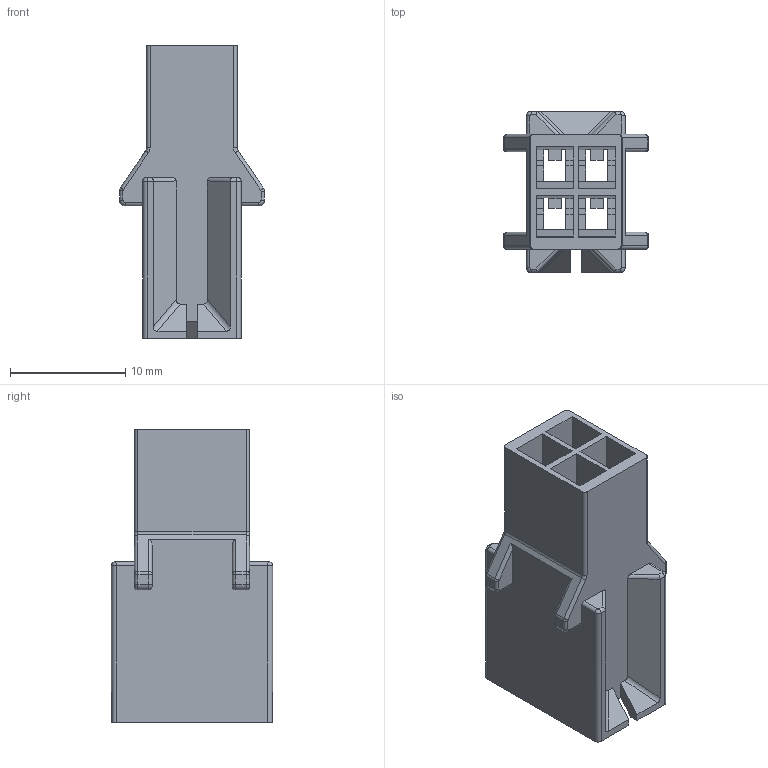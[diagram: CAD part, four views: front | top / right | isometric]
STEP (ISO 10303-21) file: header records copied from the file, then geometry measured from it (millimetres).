
FILE_DESCRIPTION (( 'STEP AP203' ), '1' );
FILE_NAME ('FHG36501-D04F2NAB.STEP', '2025-11-05T08:03:24', ( '' ), ( '' ), 'SwSTEP 2.0', 'SolidWorks 2021', '' );
FILE_SCHEMA (( 'CONFIG_CONTROL_DESIGN' ));
Length unit declared in the file: millimetre
Products named in the file (1): FHG36501-D04F2NAB
Bounding box: 12.6 x 14 x 25.44 mm (x, y, z)
Volume: 1319.3 mm3; surface area: 2538.7 mm2
Topology: 1 solids, 1 shells, 247 faces, 677 edges, 434 vertices
Faces by surface type: plane 165, cylinder 58, torus 20, bspline 4
Entity records: 7824 total; most frequent: CARTESIAN_POINT 1499, ORIENTED_EDGE 1354, DIRECTION 1237, EDGE_CURVE 677, VECTOR 541, LINE 541, VERTEX_POINT 434, AXIS2_PLACEMENT_3D 348
